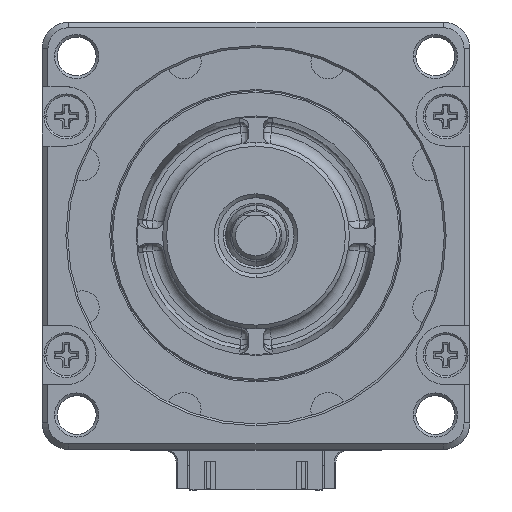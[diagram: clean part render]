
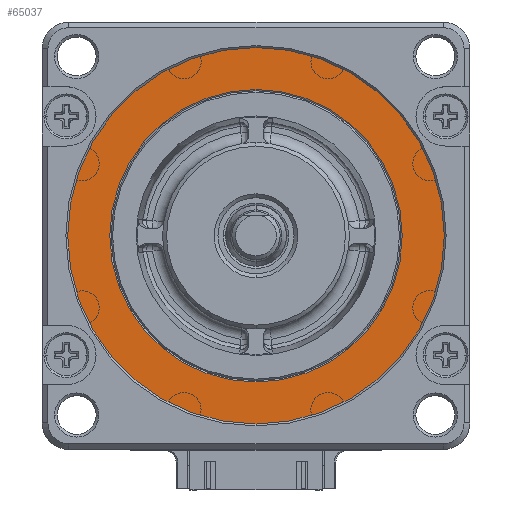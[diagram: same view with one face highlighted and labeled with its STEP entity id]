
A CAD part, top view. The second image highlights one B-rep face of the part: STEP entity #65037.
In plain terms, the highlighted planar face has unit normal (0, 0, 1).
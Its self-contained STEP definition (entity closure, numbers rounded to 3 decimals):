
#60432=CARTESIAN_POINT('',(0.,0.,-0.55));
#60433=DIRECTION('',(0.,0.,1.));
#60434=DIRECTION('',(0.,1.,0.));
#60435=AXIS2_PLACEMENT_3D('',#60432,#60433,#60434);
#60437=CARTESIAN_POINT('',(0.,0.,-0.55));
#60438=DIRECTION('',(0.,0.,-1.));
#60439=DIRECTION('',(0.,1.,0.));
#60440=AXIS2_PLACEMENT_3D('',#60437,#60438,#60439);
#60442=CARTESIAN_POINT('',(0.,0.,-0.55));
#60443=DIRECTION('',(0.,0.,-1.));
#60444=DIRECTION('',(0.,1.,0.));
#60445=AXIS2_PLACEMENT_3D('',#60442,#60443,#60444);
#60447=CARTESIAN_POINT('',(0.,0.,-0.55));
#60448=DIRECTION('',(0.,0.,1.));
#60449=DIRECTION('',(0.,1.,0.));
#60450=AXIS2_PLACEMENT_3D('',#60447,#60448,#60449);
#62542=CARTESIAN_POINT('',(0.,24.75,-0.55));
#62543=CARTESIAN_POINT('',(0.,-24.75,-0.55));
#62544=VERTEX_POINT('',#62542);
#62545=VERTEX_POINT('',#62543);
#62911=CARTESIAN_POINT('',(0.,19.223,-0.55));
#62913=VERTEX_POINT('',#62911);
#62915=CARTESIAN_POINT('',(0.,-19.223,-0.55));
#62917=VERTEX_POINT('',#62915);
#65022=CARTESIAN_POINT('',(0.,0.,-0.55));
#65023=DIRECTION('',(0.,0.,1.));
#65024=DIRECTION('',(0.,-1.,0.));
#65025=AXIS2_PLACEMENT_3D('',#65022,#65023,#65024);
#65026=PLANE('',#65025);
#65027=ORIENTED_EDGE('',*,*,#65016,.T.);
#65028=ORIENTED_EDGE('',*,*,#65002,.F.);
#65029=EDGE_LOOP('',(#65027,#65028));
#65030=FACE_OUTER_BOUND('',#65029,.F.);
#65032=ORIENTED_EDGE('',*,*,#65031,.T.);
#65034=ORIENTED_EDGE('',*,*,#65033,.F.);
#65035=EDGE_LOOP('',(#65032,#65034));
#65036=FACE_BOUND('',#65035,.F.);
#65037=ADVANCED_FACE('',(#65030,#65036),#65026,.T.);
#60436=CIRCLE('',#60435,19.223);
#60441=CIRCLE('',#60440,19.223);
#60446=CIRCLE('',#60445,24.75);
#60451=CIRCLE('',#60450,24.75);
#65002=EDGE_CURVE('',#62544,#62545,#60451,.T.);
#65016=EDGE_CURVE('',#62544,#62545,#60446,.T.);
#65031=EDGE_CURVE('',#62913,#62917,#60436,.T.);
#65033=EDGE_CURVE('',#62913,#62917,#60441,.T.);
